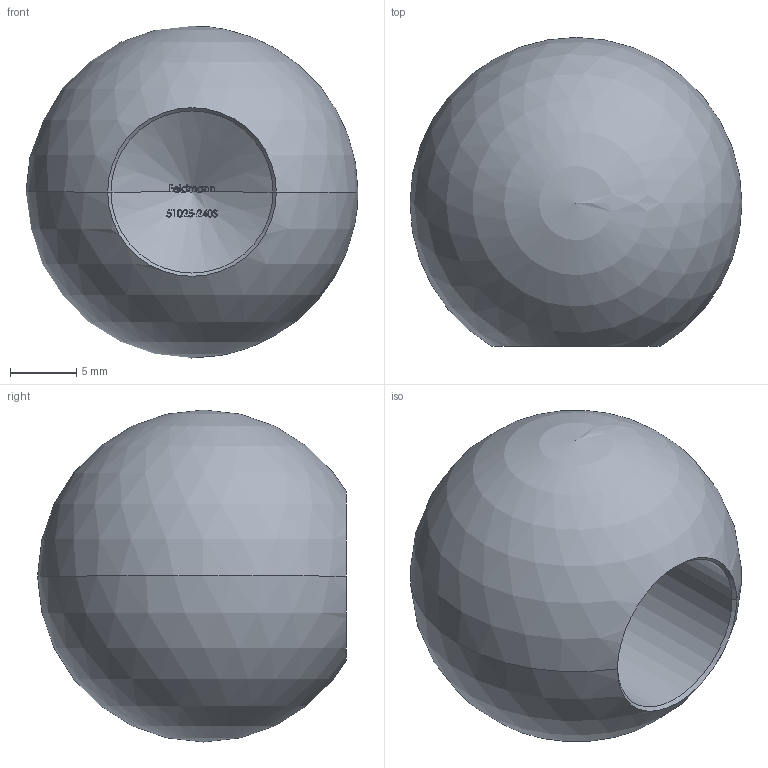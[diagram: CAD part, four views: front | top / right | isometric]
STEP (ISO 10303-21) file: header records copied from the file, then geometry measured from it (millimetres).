
FILE_DESCRIPTION (( 'STEP AP203' ), '1' );
FILE_NAME ('51025-240S.step', '2019-03-29T09:42:00', ( '' ), ( '' ), 'SwSTEP 2.0', 'SolidWorks 2015', '' );
FILE_SCHEMA (( 'CONFIG_CONTROL_DESIGN' ));
Length unit declared in the file: millimetre
Products named in the file (1): 51025-240S
Bounding box: 25 x 23.27 x 25 mm (x, y, z)
Volume: 6229.6 mm3; surface area: 2528.5 mm2
Topology: 1 solids, 1 shells, 251 faces, 680 edges, 443 vertices
Faces by surface type: bspline 109, plane 103, cone 35, cylinder 2, sphere 2
Entity records: 12479 total; most frequent: CARTESIAN_POINT 7267, ORIENTED_EDGE 1346, EDGE_CURVE 673, DIRECTION 557, VERTEX_POINT 440, B_SPLINE_CURVE_WITH_KNOTS 410, EDGE_LOOP 267, VECTOR 255
